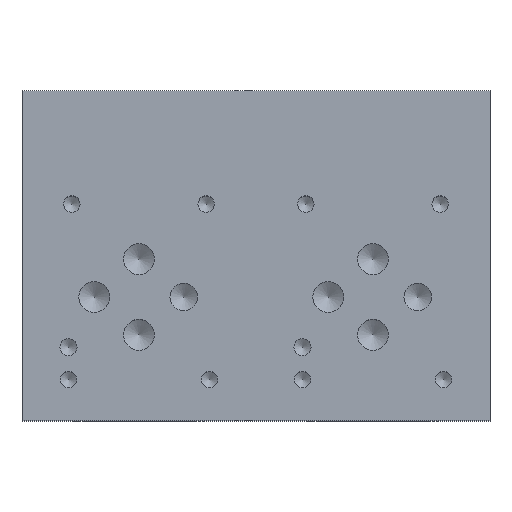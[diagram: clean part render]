
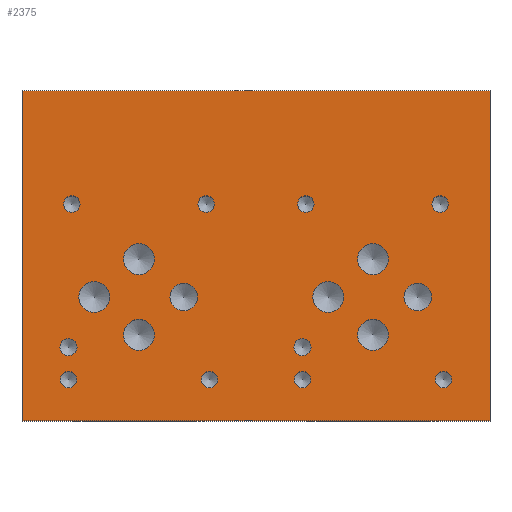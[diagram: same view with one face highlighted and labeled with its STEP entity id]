
A CAD part, top view. The second image highlights one B-rep face of the part: STEP entity #2375.
In plain terms, the highlighted planar face has unit normal (0, 0, 1).
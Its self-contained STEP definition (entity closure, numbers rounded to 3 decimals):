
#1494=CARTESIAN_POINT('',(84.519,19.837,76.2));
#1495=VERTEX_POINT('',#1494);
#1496=CARTESIAN_POINT('',(80.95,19.837,76.2));
#1497=DIRECTION('',(0.0,0.0,-1.0));
#1498=DIRECTION('',(1.0,0.0,0.0));
#1499=AXIS2_PLACEMENT_3D('',#1496,#1497,#1498);
#1500=CIRCLE('',#1499,3.569);
#1501=EDGE_CURVE('',#1495,#1495,#1500,.T.);
#1531=CARTESIAN_POINT('',(84.519,37.313,76.2));
#1532=VERTEX_POINT('',#1531);
#1533=CARTESIAN_POINT('',(80.95,37.313,76.2));
#1534=DIRECTION('',(0.0,0.0,-1.0));
#1535=DIRECTION('',(1.0,0.0,0.0));
#1536=AXIS2_PLACEMENT_3D('',#1533,#1534,#1535);
#1537=CIRCLE('',#1536,3.569);
#1538=EDGE_CURVE('',#1532,#1532,#1537,.T.);
#1568=CARTESIAN_POINT('',(94.463,28.575,76.2));
#1569=VERTEX_POINT('',#1568);
#1570=CARTESIAN_POINT('',(91.288,28.575,76.2));
#1571=DIRECTION('',(0.0,0.0,-1.0));
#1572=DIRECTION('',(1.0,0.0,0.0));
#1573=AXIS2_PLACEMENT_3D('',#1570,#1571,#1572);
#1574=CIRCLE('',#1573,3.175);
#1575=EDGE_CURVE('',#1569,#1569,#1574,.T.);
#1605=CARTESIAN_POINT('',(74.206,28.575,76.2));
#1606=VERTEX_POINT('',#1605);
#1607=CARTESIAN_POINT('',(70.637,28.575,76.2));
#1608=DIRECTION('',(0.0,0.0,-1.0));
#1609=DIRECTION('',(1.0,0.0,0.0));
#1610=AXIS2_PLACEMENT_3D('',#1607,#1608,#1609);
#1611=CIRCLE('',#1610,3.569);
#1612=EDGE_CURVE('',#1606,#1606,#1611,.T.);
#1642=CARTESIAN_POINT('',(66.675,17.018,76.2));
#1643=VERTEX_POINT('',#1642);
#1644=CARTESIAN_POINT('',(64.694,17.018,76.2));
#1645=DIRECTION('',(0.0,0.0,-1.0));
#1646=DIRECTION('',(1.0,0.0,0.0));
#1647=AXIS2_PLACEMENT_3D('',#1644,#1645,#1646);
#1648=CIRCLE('',#1647,1.981);
#1649=EDGE_CURVE('',#1643,#1643,#1648,.T.);
#1679=CARTESIAN_POINT('',(66.586,9.525,76.2));
#1680=VERTEX_POINT('',#1679);
#1681=CARTESIAN_POINT('',(64.694,9.525,76.2));
#1682=DIRECTION('',(0.0,0.0,-1.0));
#1683=DIRECTION('',(1.0,0.0,0.0));
#1684=AXIS2_PLACEMENT_3D('',#1681,#1682,#1683);
#1685=CIRCLE('',#1684,1.892);
#1686=EDGE_CURVE('',#1680,#1680,#1685,.T.);
#1716=CARTESIAN_POINT('',(99.124,9.525,76.2));
#1717=VERTEX_POINT('',#1716);
#1718=CARTESIAN_POINT('',(97.231,9.525,76.2));
#1719=DIRECTION('',(0.0,0.0,-1.0));
#1720=DIRECTION('',(1.0,0.0,0.0));
#1721=AXIS2_PLACEMENT_3D('',#1718,#1719,#1720);
#1722=CIRCLE('',#1721,1.892);
#1723=EDGE_CURVE('',#1717,#1717,#1722,.T.);
#1753=CARTESIAN_POINT('',(98.336,50.013,76.2));
#1754=VERTEX_POINT('',#1753);
#1755=CARTESIAN_POINT('',(96.444,50.013,76.2));
#1756=DIRECTION('',(0.0,0.0,-1.0));
#1757=DIRECTION('',(1.0,0.0,0.0));
#1758=AXIS2_PLACEMENT_3D('',#1755,#1756,#1757);
#1759=CIRCLE('',#1758,1.892);
#1760=EDGE_CURVE('',#1754,#1754,#1759,.T.);
#1790=CARTESIAN_POINT('',(67.374,50.013,76.2));
#1791=VERTEX_POINT('',#1790);
#1792=CARTESIAN_POINT('',(65.481,50.013,76.2));
#1793=DIRECTION('',(0.0,0.0,-1.0));
#1794=DIRECTION('',(1.0,0.0,0.0));
#1795=AXIS2_PLACEMENT_3D('',#1792,#1793,#1794);
#1796=CIRCLE('',#1795,1.892);
#1797=EDGE_CURVE('',#1791,#1791,#1796,.T.);
#1827=CARTESIAN_POINT('',(30.544,19.837,76.2));
#1828=VERTEX_POINT('',#1827);
#1829=CARTESIAN_POINT('',(26.975,19.837,76.2));
#1830=DIRECTION('',(0.0,0.0,-1.0));
#1831=DIRECTION('',(1.0,0.0,0.0));
#1832=AXIS2_PLACEMENT_3D('',#1829,#1830,#1831);
#1833=CIRCLE('',#1832,3.569);
#1834=EDGE_CURVE('',#1828,#1828,#1833,.T.);
#1864=CARTESIAN_POINT('',(30.544,37.313,76.2));
#1865=VERTEX_POINT('',#1864);
#1866=CARTESIAN_POINT('',(26.975,37.313,76.2));
#1867=DIRECTION('',(0.0,0.0,-1.0));
#1868=DIRECTION('',(1.0,0.0,0.0));
#1869=AXIS2_PLACEMENT_3D('',#1866,#1867,#1868);
#1870=CIRCLE('',#1869,3.569);
#1871=EDGE_CURVE('',#1865,#1865,#1870,.T.);
#1901=CARTESIAN_POINT('',(40.488,28.575,76.2));
#1902=VERTEX_POINT('',#1901);
#1903=CARTESIAN_POINT('',(37.313,28.575,76.2));
#1904=DIRECTION('',(0.0,0.0,-1.0));
#1905=DIRECTION('',(1.0,0.0,0.0));
#1906=AXIS2_PLACEMENT_3D('',#1903,#1904,#1905);
#1907=CIRCLE('',#1906,3.175);
#1908=EDGE_CURVE('',#1902,#1902,#1907,.T.);
#1938=CARTESIAN_POINT('',(20.231,28.575,76.2));
#1939=VERTEX_POINT('',#1938);
#1940=CARTESIAN_POINT('',(16.662,28.575,76.2));
#1941=DIRECTION('',(0.0,0.0,-1.0));
#1942=DIRECTION('',(1.0,0.0,0.0));
#1943=AXIS2_PLACEMENT_3D('',#1940,#1941,#1942);
#1944=CIRCLE('',#1943,3.569);
#1945=EDGE_CURVE('',#1939,#1939,#1944,.T.);
#1975=CARTESIAN_POINT('',(12.7,17.018,76.2));
#1976=VERTEX_POINT('',#1975);
#1977=CARTESIAN_POINT('',(10.719,17.018,76.2));
#1978=DIRECTION('',(0.0,0.0,-1.0));
#1979=DIRECTION('',(1.0,0.0,0.0));
#1980=AXIS2_PLACEMENT_3D('',#1977,#1978,#1979);
#1981=CIRCLE('',#1980,1.981);
#1982=EDGE_CURVE('',#1976,#1976,#1981,.T.);
#2012=CARTESIAN_POINT('',(12.611,9.525,76.2));
#2013=VERTEX_POINT('',#2012);
#2014=CARTESIAN_POINT('',(10.719,9.525,76.2));
#2015=DIRECTION('',(0.0,0.0,-1.0));
#2016=DIRECTION('',(1.0,0.0,0.0));
#2017=AXIS2_PLACEMENT_3D('',#2014,#2015,#2016);
#2018=CIRCLE('',#2017,1.892);
#2019=EDGE_CURVE('',#2013,#2013,#2018,.T.);
#2049=CARTESIAN_POINT('',(45.148,9.525,76.2));
#2050=VERTEX_POINT('',#2049);
#2051=CARTESIAN_POINT('',(43.256,9.525,76.2));
#2052=DIRECTION('',(0.0,0.0,-1.0));
#2053=DIRECTION('',(1.0,0.0,0.0));
#2054=AXIS2_PLACEMENT_3D('',#2051,#2052,#2053);
#2055=CIRCLE('',#2054,1.892);
#2056=EDGE_CURVE('',#2050,#2050,#2055,.T.);
#2086=CARTESIAN_POINT('',(44.361,50.013,76.2));
#2087=VERTEX_POINT('',#2086);
#2088=CARTESIAN_POINT('',(42.469,50.013,76.2));
#2089=DIRECTION('',(0.0,0.0,-1.0));
#2090=DIRECTION('',(1.0,0.0,0.0));
#2091=AXIS2_PLACEMENT_3D('',#2088,#2089,#2090);
#2092=CIRCLE('',#2091,1.892);
#2093=EDGE_CURVE('',#2087,#2087,#2092,.T.);
#2123=CARTESIAN_POINT('',(13.399,50.013,76.2));
#2124=VERTEX_POINT('',#2123);
#2125=CARTESIAN_POINT('',(11.506,50.013,76.2));
#2126=DIRECTION('',(0.0,0.0,-1.0));
#2127=DIRECTION('',(1.0,0.0,0.0));
#2128=AXIS2_PLACEMENT_3D('',#2125,#2126,#2127);
#2129=CIRCLE('',#2128,1.892);
#2130=EDGE_CURVE('',#2124,#2124,#2129,.T.);
#2143=CARTESIAN_POINT('',(0.0,0.0,76.2));
#2144=VERTEX_POINT('',#2143);
#2145=CARTESIAN_POINT('',(0.0,76.2,76.2));
#2146=VERTEX_POINT('',#2145);
#2147=CARTESIAN_POINT('',(0.0,0.0,76.2));
#2148=DIRECTION('',(0.0,1.0,0.0));
#2149=VECTOR('',#2148,76.2);
#2150=LINE('',#2147,#2149);
#2151=EDGE_CURVE('',#2144,#2146,#2150,.T.);
#2195=CARTESIAN_POINT('',(107.95,76.2,76.2));
#2196=VERTEX_POINT('',#2195);
#2197=CARTESIAN_POINT('',(0.0,76.2,76.2));
#2198=DIRECTION('',(1.0,0.0,0.0));
#2199=VECTOR('',#2198,107.95);
#2200=LINE('',#2197,#2199);
#2201=EDGE_CURVE('',#2146,#2196,#2200,.T.);
#2226=CARTESIAN_POINT('',(107.95,0.0,76.2));
#2227=VERTEX_POINT('',#2226);
#2228=CARTESIAN_POINT('',(107.95,76.2,76.2));
#2229=DIRECTION('',(0.0,-1.0,0.0));
#2230=VECTOR('',#2229,76.2);
#2231=LINE('',#2228,#2230);
#2232=EDGE_CURVE('',#2196,#2227,#2231,.T.);
#2269=CARTESIAN_POINT('',(107.95,0.0,76.2));
#2270=DIRECTION('',(-1.0,0.0,0.0));
#2271=VECTOR('',#2270,107.95);
#2272=LINE('',#2269,#2271);
#2273=EDGE_CURVE('',#2227,#2144,#2272,.T.);
#2310=CARTESIAN_POINT('',(53.975,38.1,76.2));
#2311=DIRECTION('',(0.0,0.0,1.0));
#2312=DIRECTION('',(1.0,0.0,0.0));
#2313=AXIS2_PLACEMENT_3D('',#2310,#2311,#2312);
#2314=PLANE('',#2313);
#2315=ORIENTED_EDGE('',*,*,#2151,.F.);
#2316=ORIENTED_EDGE('',*,*,#2273,.F.);
#2317=ORIENTED_EDGE('',*,*,#2232,.F.);
#2318=ORIENTED_EDGE('',*,*,#2201,.F.);
#2319=EDGE_LOOP('',(#2315,#2316,#2317,#2318));
#2320=FACE_OUTER_BOUND('',#2319,.T.);
#2321=ORIENTED_EDGE('',*,*,#1501,.T.);
#2322=EDGE_LOOP('',(#2321));
#2323=FACE_BOUND('',#2322,.T.);
#2324=ORIENTED_EDGE('',*,*,#1538,.T.);
#2325=EDGE_LOOP('',(#2324));
#2326=FACE_BOUND('',#2325,.T.);
#2327=ORIENTED_EDGE('',*,*,#1575,.T.);
#2328=EDGE_LOOP('',(#2327));
#2329=FACE_BOUND('',#2328,.T.);
#2330=ORIENTED_EDGE('',*,*,#1612,.T.);
#2331=EDGE_LOOP('',(#2330));
#2332=FACE_BOUND('',#2331,.T.);
#2333=ORIENTED_EDGE('',*,*,#1649,.T.);
#2334=EDGE_LOOP('',(#2333));
#2335=FACE_BOUND('',#2334,.T.);
#2336=ORIENTED_EDGE('',*,*,#1686,.T.);
#2337=EDGE_LOOP('',(#2336));
#2338=FACE_BOUND('',#2337,.T.);
#2339=ORIENTED_EDGE('',*,*,#1723,.T.);
#2340=EDGE_LOOP('',(#2339));
#2341=FACE_BOUND('',#2340,.T.);
#2342=ORIENTED_EDGE('',*,*,#1760,.T.);
#2343=EDGE_LOOP('',(#2342));
#2344=FACE_BOUND('',#2343,.T.);
#2345=ORIENTED_EDGE('',*,*,#1797,.T.);
#2346=EDGE_LOOP('',(#2345));
#2347=FACE_BOUND('',#2346,.T.);
#2348=ORIENTED_EDGE('',*,*,#1834,.T.);
#2349=EDGE_LOOP('',(#2348));
#2350=FACE_BOUND('',#2349,.T.);
#2351=ORIENTED_EDGE('',*,*,#1871,.T.);
#2352=EDGE_LOOP('',(#2351));
#2353=FACE_BOUND('',#2352,.T.);
#2354=ORIENTED_EDGE('',*,*,#1908,.T.);
#2355=EDGE_LOOP('',(#2354));
#2356=FACE_BOUND('',#2355,.T.);
#2357=ORIENTED_EDGE('',*,*,#1945,.T.);
#2358=EDGE_LOOP('',(#2357));
#2359=FACE_BOUND('',#2358,.T.);
#2360=ORIENTED_EDGE('',*,*,#1982,.T.);
#2361=EDGE_LOOP('',(#2360));
#2362=FACE_BOUND('',#2361,.T.);
#2363=ORIENTED_EDGE('',*,*,#2019,.T.);
#2364=EDGE_LOOP('',(#2363));
#2365=FACE_BOUND('',#2364,.T.);
#2366=ORIENTED_EDGE('',*,*,#2056,.T.);
#2367=EDGE_LOOP('',(#2366));
#2368=FACE_BOUND('',#2367,.T.);
#2369=ORIENTED_EDGE('',*,*,#2093,.T.);
#2370=EDGE_LOOP('',(#2369));
#2371=FACE_BOUND('',#2370,.T.);
#2372=ORIENTED_EDGE('',*,*,#2130,.T.);
#2373=EDGE_LOOP('',(#2372));
#2374=FACE_BOUND('',#2373,.T.);
#2375=ADVANCED_FACE('',(#2320,#2323,#2326,#2329,#2332,#2335,#2338,#2341,#2344,#2347,#2350,#2353,#2356,#2359,#2362,#2365,#2368,#2371,#2374),#2314,.T.);
